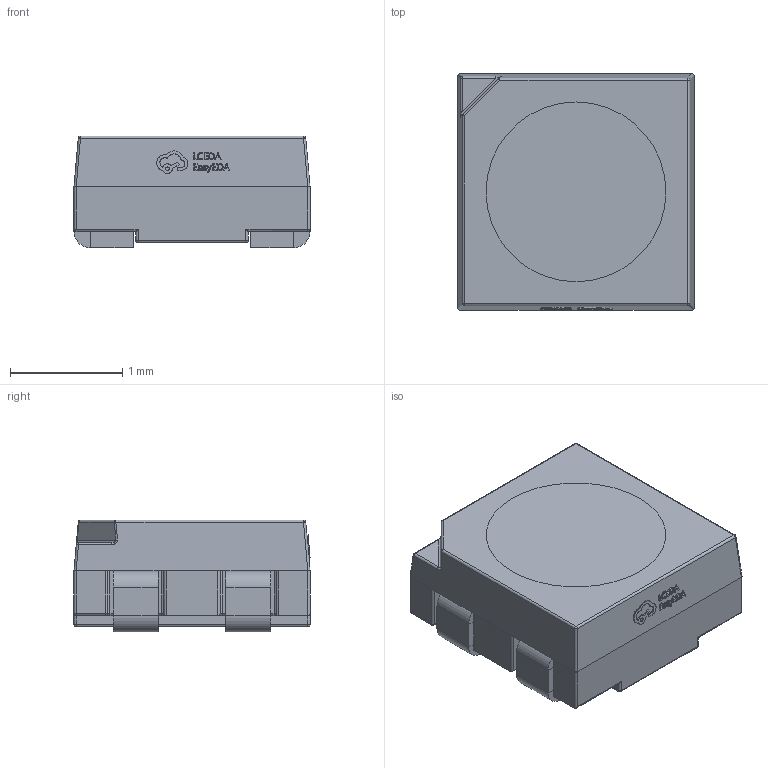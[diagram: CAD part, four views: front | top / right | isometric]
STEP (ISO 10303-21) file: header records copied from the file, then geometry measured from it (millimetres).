
FILE_DESCRIPTION (( 'STEP AP214' ), '1' );
FILE_NAME ('LED2121-4P_L2.1-W2.1-H1.0-LS2.1.step', '2022-07-08T13:34:19', ( '' ), ( '' ), 'SwSTEP 2.0', 'SolidWorks 2020', '' );
FILE_SCHEMA (( 'AUTOMOTIVE_DESIGN' ));
Length unit declared in the file: millimetre
Products named in the file (1): LED2121-4P_L2.1-W2.1-H1.0-LS2.1
Bounding box: 2.1 x 2.1 x 1 mm (x, y, z)
Volume: 3.9 mm3; surface area: 25.6 mm2
Topology: 2 solids, 2 shells, 486 faces, 1244 edges, 774 vertices
Faces by surface type: plane 263, bspline 115, cylinder 78, sphere 18, torus 12
Entity records: 19733 total; most frequent: CARTESIAN_POINT 4684, ORIENTED_EDGE 2464, DIRECTION 1889, EDGE_CURVE 1232, LINE 827, VECTOR 827, VERTEX_POINT 774, AXIS2_PLACEMENT_3D 531
